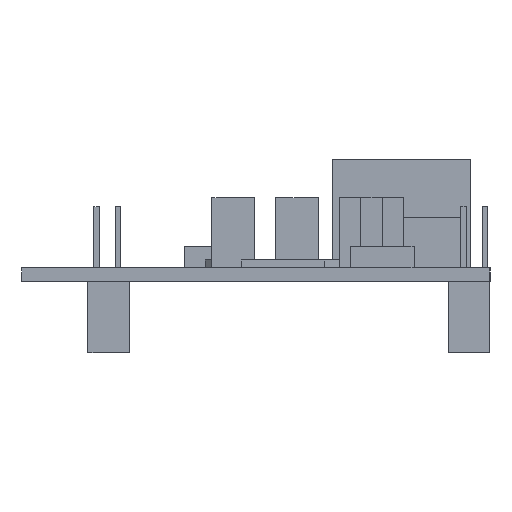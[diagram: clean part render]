
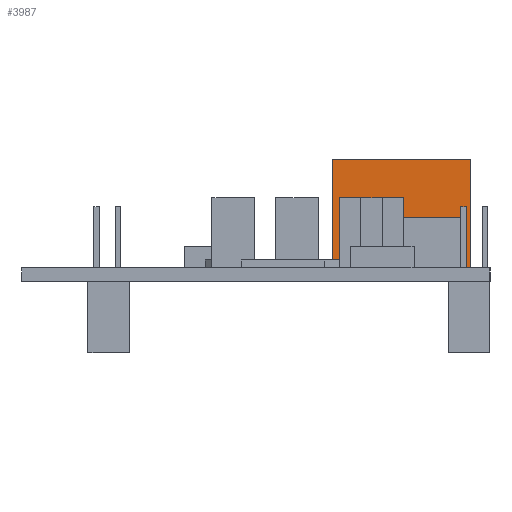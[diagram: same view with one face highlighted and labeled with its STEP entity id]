
A CAD part, left-side view. The second image highlights one B-rep face of the part: STEP entity #3987.
In plain terms, the highlighted planar face has unit normal (-1, 0, 0).
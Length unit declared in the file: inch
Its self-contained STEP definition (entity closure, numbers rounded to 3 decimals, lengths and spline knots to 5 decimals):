
#3489=FACE_OUTER_BOUND('',#5171,.T.);
#3987=ADVANCED_FACE('',(#3489),#4486,.T.);
#4486=PLANE('',#12503);
#5171=EDGE_LOOP('',(#6086,#6087,#6088,#6089));
#6086=ORIENTED_EDGE('',*,*,#8882,.F.);
#6087=ORIENTED_EDGE('',*,*,#9285,.F.);
#6088=ORIENTED_EDGE('',*,*,#9286,.T.);
#6089=ORIENTED_EDGE('',*,*,#9287,.T.);
#8081=VERTEX_POINT('',#15214);
#8082=VERTEX_POINT('',#15216);
#8472=VERTEX_POINT('',#16018);
#8473=VERTEX_POINT('',#16020);
#8882=EDGE_CURVE('',#8081,#8082,#10088,.T.);
#9285=EDGE_CURVE('',#8472,#8081,#10491,.T.);
#9286=EDGE_CURVE('',#8472,#8473,#10492,.T.);
#9287=EDGE_CURVE('',#8473,#8082,#10493,.T.);
#10088=LINE('',#15215,#11294);
#10491=LINE('',#16017,#11697);
#10492=LINE('',#16019,#11698);
#10493=LINE('',#16021,#11699);
#11294=VECTOR('',#13002,1.);
#11697=VECTOR('',#13423,1.);
#11698=VECTOR('',#13424,1.);
#11699=VECTOR('',#13425,1.);
#12503=AXIS2_PLACEMENT_3D('',#16022,#13426,#13427);
#13002=DIRECTION('',(0.,1.,0.));
#13423=DIRECTION('',(0.,0.,-1.));
#13424=DIRECTION('',(0.,1.,0.));
#13425=DIRECTION('',(0.,0.,-1.));
#13426=DIRECTION('',(-1.,0.,0.));
#13427=DIRECTION('',(0.,0.,1.));
#15214=CARTESIAN_POINT('',(4.35,0.09,0.0635));
#15215=CARTESIAN_POINT('',(4.35,0.09,0.0635));
#15216=CARTESIAN_POINT('',(4.35,0.742,0.0635));
#16017=CARTESIAN_POINT('',(4.35,0.09,0.5735));
#16018=CARTESIAN_POINT('',(4.35,0.09,0.5735));
#16019=CARTESIAN_POINT('',(4.35,0.09,0.5735));
#16020=CARTESIAN_POINT('',(4.35,0.742,0.5735));
#16021=CARTESIAN_POINT('',(4.35,0.742,0.5735));
#16022=CARTESIAN_POINT('',(4.35,0.09,0.5735));
